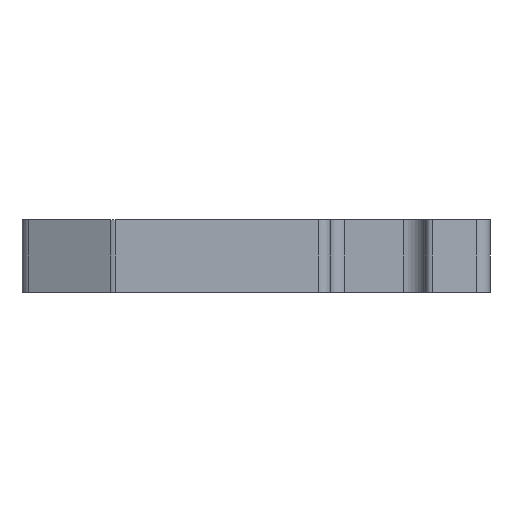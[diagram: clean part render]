
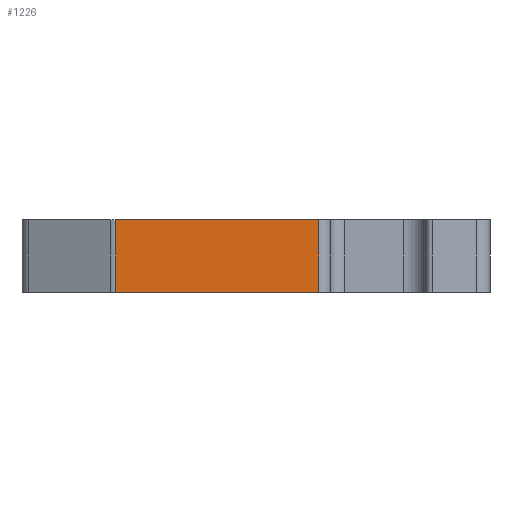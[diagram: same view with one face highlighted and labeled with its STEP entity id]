
A CAD part, left-side view. The second image highlights one B-rep face of the part: STEP entity #1226.
In plain terms, the highlighted planar face has unit normal (-1, 0, 0).
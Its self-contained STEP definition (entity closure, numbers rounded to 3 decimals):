
#1226=ADVANCED_FACE('',(#2943),#2257,.T.);
#2257=PLANE('',#20180);
#2943=FACE_OUTER_BOUND('',#3960,.T.);
#3960=EDGE_LOOP('',(#5231,#5232,#5233,#5234));
#5231=ORIENTED_EDGE('',*,*,#12836,.T.);
#5232=ORIENTED_EDGE('',*,*,#12953,.T.);
#5233=ORIENTED_EDGE('',*,*,#12937,.F.);
#5234=ORIENTED_EDGE('',*,*,#12954,.F.);
#10900=VERTEX_POINT('',#27565);
#10901=VERTEX_POINT('',#27567);
#10992=VERTEX_POINT('',#27761);
#10993=VERTEX_POINT('',#27763);
#12836=EDGE_CURVE('',#10901,#10900,#15716,.T.);
#12937=EDGE_CURVE('',#10992,#10993,#15776,.T.);
#12953=EDGE_CURVE('',#10900,#10993,#15783,.T.);
#12954=EDGE_CURVE('',#10901,#10992,#15784,.T.);
#15716=LINE('',#27566,#17924);
#15776=LINE('',#27762,#17984);
#15783=LINE('',#27793,#17991);
#15784=LINE('',#27794,#17992);
#17924=VECTOR('',#21899,1.);
#17984=VECTOR('',#22047,1.);
#17991=VECTOR('',#22074,1.);
#17992=VECTOR('',#22075,1.);
#20180=AXIS2_PLACEMENT_3D('',#27795,#22076,#22077);
#21899=DIRECTION('',(0.,1.,0.));
#22047=DIRECTION('',(0.,1.,0.));
#22074=DIRECTION('',(0.,0.,-1.));
#22075=DIRECTION('',(0.,0.,-1.));
#22076=DIRECTION('',(-1.,0.,0.));
#22077=DIRECTION('',(0.,0.,-1.));
#27565=CARTESIAN_POINT('',(-26.4,9.734,2.5));
#27566=CARTESIAN_POINT('',(-26.4,-4.3,2.5));
#27567=CARTESIAN_POINT('',(-26.4,-4.3,2.5));
#27761=CARTESIAN_POINT('',(-26.4,-4.3,-2.5));
#27762=CARTESIAN_POINT('',(-26.4,-4.3,-2.5));
#27763=CARTESIAN_POINT('',(-26.4,9.734,-2.5));
#27793=CARTESIAN_POINT('',(-26.4,9.734,2.5));
#27794=CARTESIAN_POINT('',(-26.4,-4.3,2.5));
#27795=CARTESIAN_POINT('',(-26.4,-4.3,2.5));
